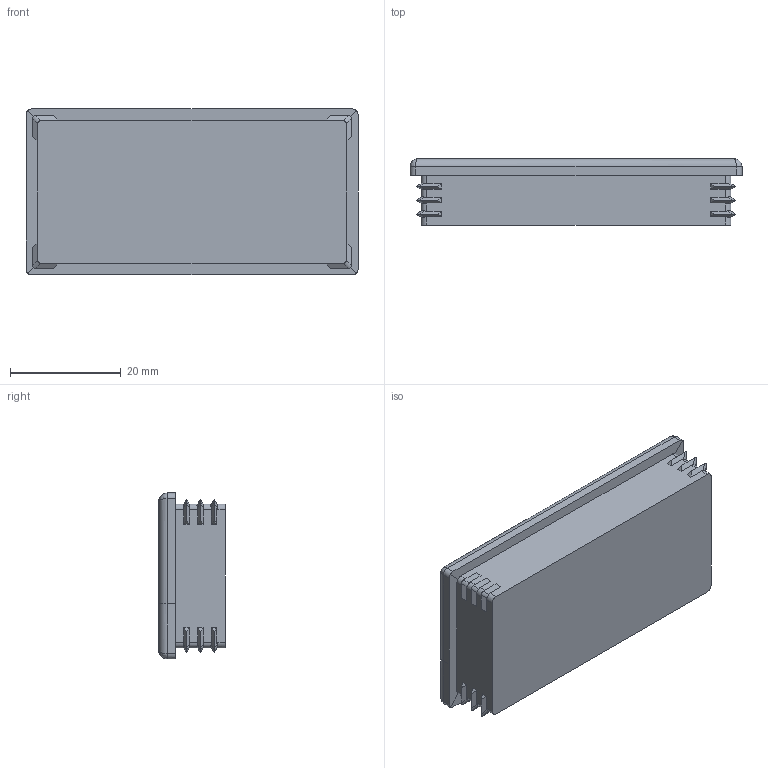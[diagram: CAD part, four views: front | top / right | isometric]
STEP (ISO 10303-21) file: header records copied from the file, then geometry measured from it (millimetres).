
FILE_DESCRIPTION (( 'STEP AP203' ), '1' );
FILE_NAME ('3D_GV1762_60x30x2_188686260.STEP', '2024-10-03T10:57:51', ( '' ), ( '' ), 'SwSTEP 2.0', 'SolidWorks 2024', '' );
FILE_SCHEMA (( 'CONFIG_CONTROL_DESIGN' ));
Length unit declared in the file: millimetre
Products named in the file (1): 3D_GV1762_60x30x2_188686260
Bounding box: 60 x 12 x 30 mm (x, y, z)
Volume: 18445.7 mm3; surface area: 5575.4 mm2
Topology: 1 solids, 1 shells, 140 faces, 381 edges, 239 vertices
Faces by surface type: plane 87, cylinder 49, bspline 4
Entity records: 4495 total; most frequent: CARTESIAN_POINT 1197, ORIENTED_EDGE 754, DIRECTION 584, EDGE_CURVE 377, VECTOR 260, LINE 260, VERTEX_POINT 239, AXIS2_PLACEMENT_3D 162
